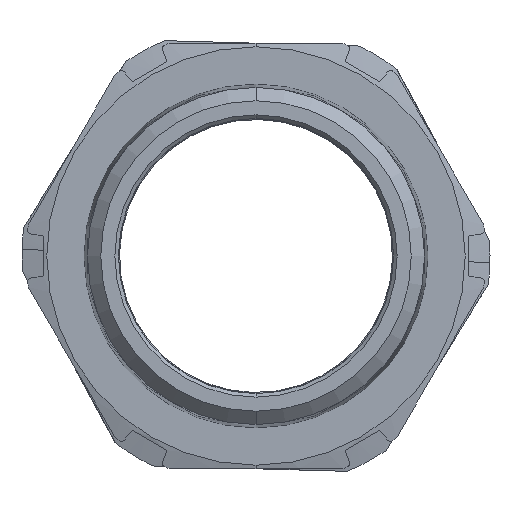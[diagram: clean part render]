
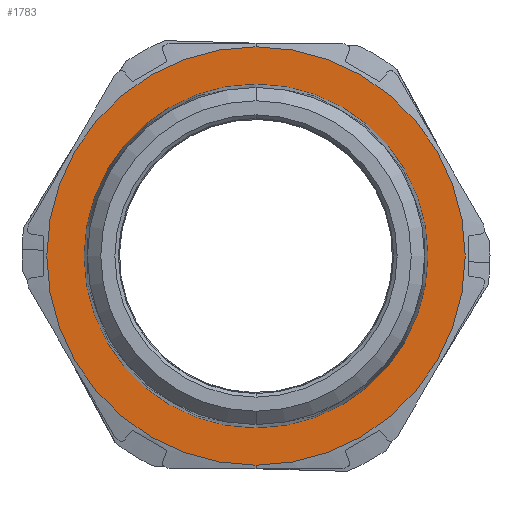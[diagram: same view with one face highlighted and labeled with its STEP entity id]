
A CAD part, left-side view. The second image highlights one B-rep face of the part: STEP entity #1783.
In plain terms, the highlighted planar face has unit normal (-1, 0, 0).
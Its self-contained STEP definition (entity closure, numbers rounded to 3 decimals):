
#160 = CIRCLE ( 'NONE', #1066, 29.5 ) ;
#230 = AXIS2_PLACEMENT_3D ( 'NONE', #2376, #2904, #353 ) ;
#337 = DIRECTION ( 'NONE',  ( -1., 0., 0. ) ) ;
#353 = DIRECTION ( 'NONE',  ( 0., 0., 1. ) ) ;
#383 = EDGE_CURVE ( 'NONE', #1438, #2091, #3506, .T. ) ;
#386 = CIRCLE ( 'NONE', #2609, 24.25 ) ;
#481 = VERTEX_POINT ( 'NONE', #1760 ) ;
#607 = CARTESIAN_POINT ( 'NONE',  ( 26.4, 0., -24.25 ) ) ;
#686 = CARTESIAN_POINT ( 'NONE',  ( 26.4, 0., 29.5 ) ) ;
#778 = ORIENTED_EDGE ( 'NONE', *, *, #3383, .F. ) ;
#920 = CIRCLE ( 'NONE', #3300, 24.25 ) ;
#980 = AXIS2_PLACEMENT_3D ( 'NONE', #607, #337, #1483 ) ;
#1066 = AXIS2_PLACEMENT_3D ( 'NONE', #1879, #1327, #2464 ) ;
#1289 = EDGE_CURVE ( 'NONE', #3399, #481, #386, .T. ) ;
#1327 = DIRECTION ( 'NONE',  ( -1., 0., 0. ) ) ;
#1337 = DIRECTION ( 'NONE',  ( 0., 0., 1. ) ) ;
#1438 = VERTEX_POINT ( 'NONE', #3039 ) ;
#1457 = EDGE_LOOP ( 'NONE', ( #1626, #3414 ) ) ;
#1483 = DIRECTION ( 'NONE',  ( 0., 0., 1. ) ) ;
#1502 = PLANE ( 'NONE',  #980 ) ;
#1591 = CARTESIAN_POINT ( 'NONE',  ( 26.4, 0., -24.25 ) ) ;
#1626 = ORIENTED_EDGE ( 'NONE', *, *, #1654, .T. ) ;
#1654 = EDGE_CURVE ( 'NONE', #2091, #1438, #160, .T. ) ;
#1760 = CARTESIAN_POINT ( 'NONE',  ( 26.4, 0., 24.25 ) ) ;
#1783 = ADVANCED_FACE ( 'NONE', ( #2920, #2088 ), #1502, .T. ) ;
#1879 = CARTESIAN_POINT ( 'NONE',  ( 26.4, 0., 0. ) ) ;
#2088 = FACE_OUTER_BOUND ( 'NONE', #1457, .T. ) ;
#2091 = VERTEX_POINT ( 'NONE', #686 ) ;
#2175 = ORIENTED_EDGE ( 'NONE', *, *, #1289, .F. ) ;
#2197 = EDGE_LOOP ( 'NONE', ( #778, #2175 ) ) ;
#2376 = CARTESIAN_POINT ( 'NONE',  ( 26.4, 0., 0. ) ) ;
#2464 = DIRECTION ( 'NONE',  ( 0., 0., 1. ) ) ;
#2564 = CARTESIAN_POINT ( 'NONE',  ( 26.4, 0., 0. ) ) ;
#2609 = AXIS2_PLACEMENT_3D ( 'NONE', #2564, #3690, #3433 ) ;
#2904 = DIRECTION ( 'NONE',  ( -1., 0., 0. ) ) ;
#2920 = FACE_BOUND ( 'NONE', #2197, .T. ) ;
#3039 = CARTESIAN_POINT ( 'NONE',  ( 26.4, 0., -29.5 ) ) ;
#3095 = CARTESIAN_POINT ( 'NONE',  ( 26.4, 0., 0. ) ) ;
#3300 = AXIS2_PLACEMENT_3D ( 'NONE', #3095, #3369, #1337 ) ;
#3369 = DIRECTION ( 'NONE',  ( -1., 0., 0. ) ) ;
#3383 = EDGE_CURVE ( 'NONE', #481, #3399, #920, .T. ) ;
#3399 = VERTEX_POINT ( 'NONE', #1591 ) ;
#3414 = ORIENTED_EDGE ( 'NONE', *, *, #383, .T. ) ;
#3433 = DIRECTION ( 'NONE',  ( 0., 0., 1. ) ) ;
#3506 = CIRCLE ( 'NONE', #230, 29.5 ) ;
#3690 = DIRECTION ( 'NONE',  ( -1., 0., 0. ) ) ;
